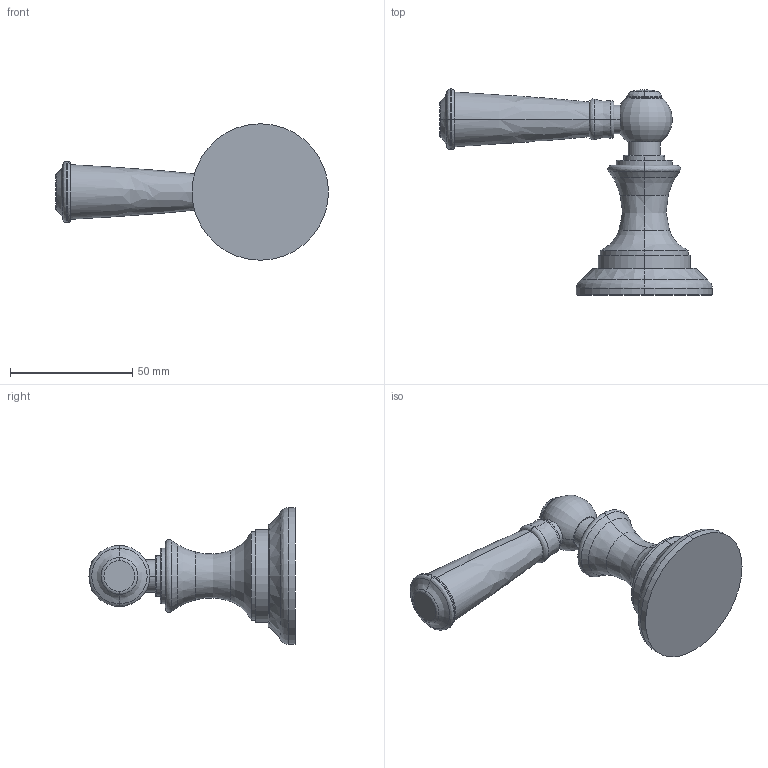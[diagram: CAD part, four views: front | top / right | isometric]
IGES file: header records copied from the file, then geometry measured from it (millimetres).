
Start section:  PTC IGES file: 3-379.igs
Global section: file name: 3-379.igs; native system: Creo Parametric by PTC Inc.; preprocessor: 2018400; author: jinson.thomas; organization: Unknown; date: 20210101.161118; units: inch
Bounding box: 111.76 x 84.38 x 55.88 mm (x, y, z)
Volume: 73358 mm3; surface area: 15960 mm2
Topology: 1 solids, 1 shells, 76 faces, 153 edges, 87 vertices
Faces by surface type: revolution 64, bspline 12
